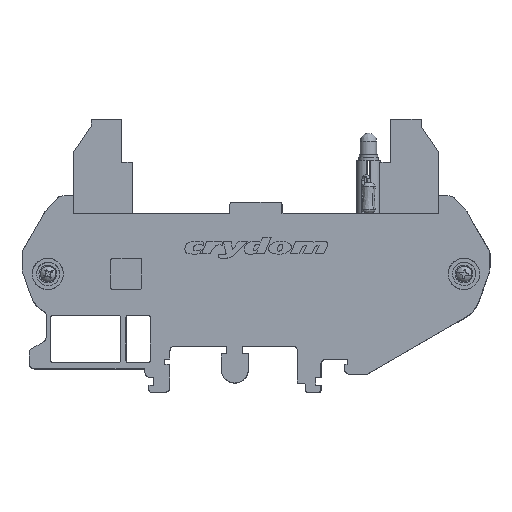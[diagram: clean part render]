
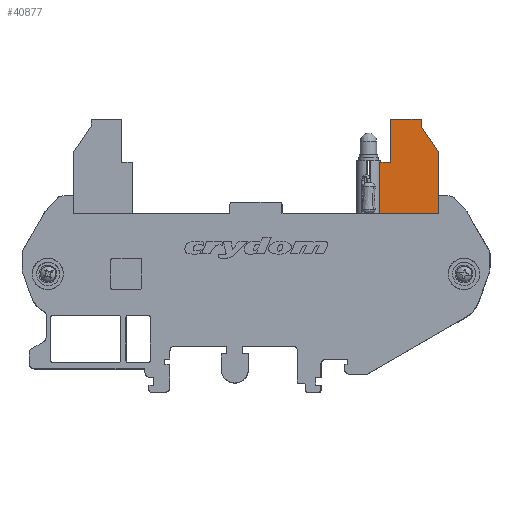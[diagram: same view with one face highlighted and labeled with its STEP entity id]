
A CAD part, top view. The second image highlights one B-rep face of the part: STEP entity #40877.
In plain terms, the highlighted planar face has unit normal (0, 0, -1).
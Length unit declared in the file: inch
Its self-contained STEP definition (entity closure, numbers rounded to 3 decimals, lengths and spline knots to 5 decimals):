
#286 = CARTESIAN_POINT ( 'NONE',  ( 2.48411, 0.8762, 0.12213 ) ) ;
#492 = DIRECTION ( 'NONE',  ( 0., 1., 0. ) ) ;
#524 = LINE ( 'NONE', #46435, #40502 ) ;
#1095 = LINE ( 'NONE', #14926, #21697 ) ;
#1507 = ORIENTED_EDGE ( 'NONE', *, *, #37177, .T. ) ;
#1603 = DIRECTION ( 'NONE',  ( -1., 0., 0. ) ) ;
#1640 = DIRECTION ( 'NONE',  ( 0., -1., 0. ) ) ;
#2158 = CARTESIAN_POINT ( 'NONE',  ( 2.04317, 1.26202, 0.12213 ) ) ;
#2307 = EDGE_CURVE ( 'NONE', #5358, #10156, #1095, .T. ) ;
#2774 = ORIENTED_EDGE ( 'NONE', *, *, #43851, .T. ) ;
#4073 = DIRECTION ( 'NONE',  ( 0., -1., 0. ) ) ;
#4179 = EDGE_LOOP ( 'NONE', ( #46286, #2774, #1507, #34785, #17585, #25385, #30795, #34100 ) ) ;
#5220 = DIRECTION ( 'NONE',  ( 0., 1., 0. ) ) ;
#5358 = VERTEX_POINT ( 'NONE', #2158 ) ;
#5401 = CARTESIAN_POINT ( 'NONE',  ( 2.48411, 1.58486, 0.12213 ) ) ;
#5472 = VECTOR ( 'NONE', #5220, 39.37008 ) ;
#8030 = CARTESIAN_POINT ( 'NONE',  ( 2.12545, 1.26202, 0.12213 ) ) ;
#8845 = VECTOR ( 'NONE', #1640, 39.37008 ) ;
#10001 = CARTESIAN_POINT ( 'NONE',  ( 2.48411, 0.8762, 0.12213 ) ) ;
#10156 = VERTEX_POINT ( 'NONE', #8030 ) ;
#10752 = EDGE_CURVE ( 'NONE', #40676, #29909, #23963, .T. ) ;
#13874 = DIRECTION ( 'NONE',  ( 0., 1., 0. ) ) ;
#14436 = VERTEX_POINT ( 'NONE', #286 ) ;
#14744 = DIRECTION ( 'NONE',  ( 1., 0., 0. ) ) ;
#14926 = CARTESIAN_POINT ( 'NONE',  ( 2.48411, 1.26202, 0.12213 ) ) ;
#15901 = CARTESIAN_POINT ( 'NONE',  ( 2.04317, 0.8762, 0.12213 ) ) ;
#16006 = CARTESIAN_POINT ( 'NONE',  ( 2.04317, 0.8762, 0.12213 ) ) ;
#16838 = CARTESIAN_POINT ( 'NONE',  ( 2.12545, 1.58486, 0.12213 ) ) ;
#16922 = CARTESIAN_POINT ( 'NONE',  ( 2.35498, 0.8762, 0.12213 ) ) ;
#17174 = EDGE_CURVE ( 'NONE', #43430, #5358, #44122, .T. ) ;
#17437 = PLANE ( 'NONE',  #19171 ) ;
#17585 = ORIENTED_EDGE ( 'NONE', *, *, #2307, .T. ) ;
#19171 = AXIS2_PLACEMENT_3D ( 'NONE', #10001, #37035, #13874 ) ;
#19530 = DIRECTION ( 'NONE',  ( 0.559, -0.829, 0. ) ) ;
#21697 = VECTOR ( 'NONE', #14744, 39.37008 ) ;
#22284 = VECTOR ( 'NONE', #19530, 39.37008 ) ;
#23963 = LINE ( 'NONE', #16922, #8845 ) ;
#25385 = ORIENTED_EDGE ( 'NONE', *, *, #42438, .T. ) ;
#25780 = FACE_OUTER_BOUND ( 'NONE', #4179, .T. ) ;
#26471 = CARTESIAN_POINT ( 'NONE',  ( 2.48411, 1.34076, 0.12213 ) ) ;
#28451 = CARTESIAN_POINT ( 'NONE',  ( 2.12545, 0.8762, 0.12213 ) ) ;
#29058 = VERTEX_POINT ( 'NONE', #16838 ) ;
#29909 = VERTEX_POINT ( 'NONE', #42631 ) ;
#30203 = EDGE_CURVE ( 'NONE', #29058, #40676, #45492, .T. ) ;
#30550 = LINE ( 'NONE', #48038, #49954 ) ;
#30795 = ORIENTED_EDGE ( 'NONE', *, *, #30203, .T. ) ;
#30979 = VECTOR ( 'NONE', #32538, 39.37008 ) ;
#31019 = CARTESIAN_POINT ( 'NONE',  ( 2.35498, 1.5321, 0.12213 ) ) ;
#31635 = VECTOR ( 'NONE', #492, 39.37008 ) ;
#31644 = EDGE_CURVE ( 'NONE', #29909, #43220, #42178, .T. ) ;
#32538 = DIRECTION ( 'NONE',  ( 1., 0., 0. ) ) ;
#34100 = ORIENTED_EDGE ( 'NONE', *, *, #10752, .T. ) ;
#34785 = ORIENTED_EDGE ( 'NONE', *, *, #17174, .T. ) ;
#35204 = LINE ( 'NONE', #28451, #5472 ) ;
#35900 = CARTESIAN_POINT ( 'NONE',  ( 2.35498, 1.58486, 0.12213 ) ) ;
#37035 = DIRECTION ( 'NONE',  ( 0., 0., -1. ) ) ;
#37177 = EDGE_CURVE ( 'NONE', #14436, #43430, #30550, .T. ) ;
#40502 = VECTOR ( 'NONE', #4073, 39.37008 ) ;
#40676 = VERTEX_POINT ( 'NONE', #35900 ) ;
#40877 = ADVANCED_FACE ( 'NONE', ( #25780 ), #17437, .T. ) ;
#42178 = LINE ( 'NONE', #31019, #22284 ) ;
#42438 = EDGE_CURVE ( 'NONE', #10156, #29058, #35204, .T. ) ;
#42631 = CARTESIAN_POINT ( 'NONE',  ( 2.35498, 1.5321, 0.12213 ) ) ;
#43220 = VERTEX_POINT ( 'NONE', #26471 ) ;
#43430 = VERTEX_POINT ( 'NONE', #16006 ) ;
#43851 = EDGE_CURVE ( 'NONE', #43220, #14436, #524, .T. ) ;
#44122 = LINE ( 'NONE', #15901, #31635 ) ;
#45492 = LINE ( 'NONE', #5401, #30979 ) ;
#46286 = ORIENTED_EDGE ( 'NONE', *, *, #31644, .T. ) ;
#46435 = CARTESIAN_POINT ( 'NONE',  ( 2.48411, 0.8762, 0.12213 ) ) ;
#48038 = CARTESIAN_POINT ( 'NONE',  ( 2.48411, 0.8762, 0.12213 ) ) ;
#49954 = VECTOR ( 'NONE', #1603, 39.37008 ) ;
